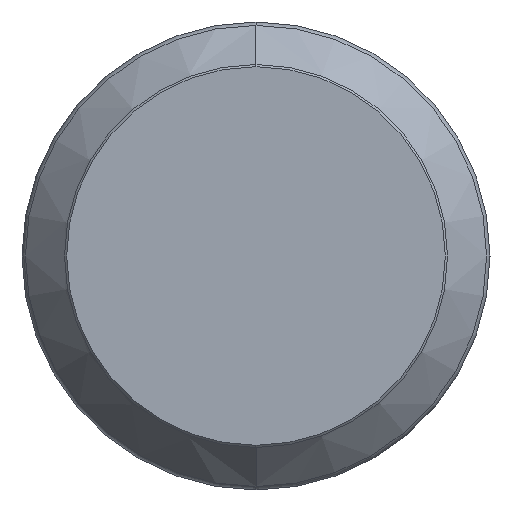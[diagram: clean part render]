
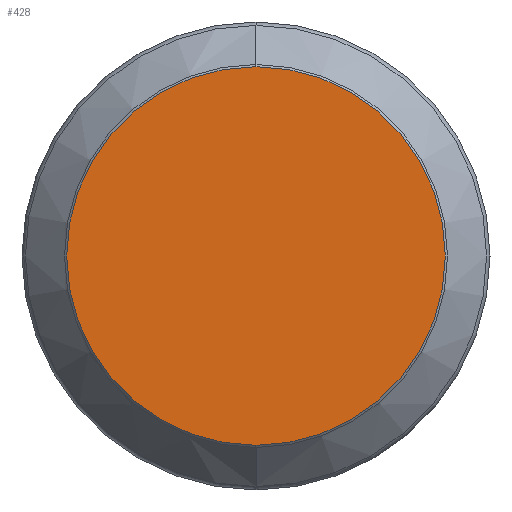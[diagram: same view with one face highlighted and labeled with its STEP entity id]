
A CAD part, left-side view. The second image highlights one B-rep face of the part: STEP entity #428.
In plain terms, the highlighted planar face has unit normal (-1, 0, 0).
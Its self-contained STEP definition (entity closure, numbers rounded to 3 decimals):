
#30 = DIRECTION ( 'NONE',  ( -1., 0., 0. ) ) ;
#88 = VERTEX_POINT ( 'NONE', #892 ) ;
#150 = DIRECTION ( 'NONE',  ( 0., 0., -1. ) ) ;
#158 = AXIS2_PLACEMENT_3D ( 'NONE', #798, #884, #611 ) ;
#298 = AXIS2_PLACEMENT_3D ( 'NONE', #1055, #312, #150 ) ;
#312 = DIRECTION ( 'NONE',  ( 1., 0., 0. ) ) ;
#365 = CARTESIAN_POINT ( 'NONE',  ( 0., 0., 0. ) ) ;
#398 = EDGE_CURVE ( 'NONE', #88, #578, #663, .T. ) ;
#428 = ADVANCED_FACE ( 'NONE', ( #970 ), #461, .F. ) ;
#461 = PLANE ( 'NONE',  #298 ) ;
#498 = CARTESIAN_POINT ( 'NONE',  ( 0., 0., -26.7 ) ) ;
#578 = VERTEX_POINT ( 'NONE', #498 ) ;
#611 = DIRECTION ( 'NONE',  ( 0., 0., 1. ) ) ;
#632 = ORIENTED_EDGE ( 'NONE', *, *, #398, .T. ) ;
#663 = CIRCLE ( 'NONE', #840, 26.7 ) ;
#701 = CIRCLE ( 'NONE', #158, 26.7 ) ;
#709 = DIRECTION ( 'NONE',  ( 0., 0., 1. ) ) ;
#759 = EDGE_LOOP ( 'NONE', ( #872, #632 ) ) ;
#798 = CARTESIAN_POINT ( 'NONE',  ( 0., 0., 0. ) ) ;
#840 = AXIS2_PLACEMENT_3D ( 'NONE', #365, #30, #709 ) ;
#872 = ORIENTED_EDGE ( 'NONE', *, *, #997, .T. ) ;
#884 = DIRECTION ( 'NONE',  ( -1., 0., 0. ) ) ;
#892 = CARTESIAN_POINT ( 'NONE',  ( 0., 0., 26.7 ) ) ;
#970 = FACE_OUTER_BOUND ( 'NONE', #759, .T. ) ;
#997 = EDGE_CURVE ( 'NONE', #578, #88, #701, .T. ) ;
#1055 = CARTESIAN_POINT ( 'NONE',  ( 0., 0., 0. ) ) ;
